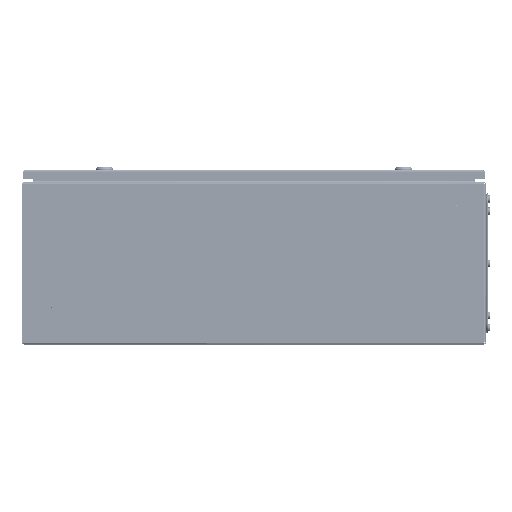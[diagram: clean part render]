
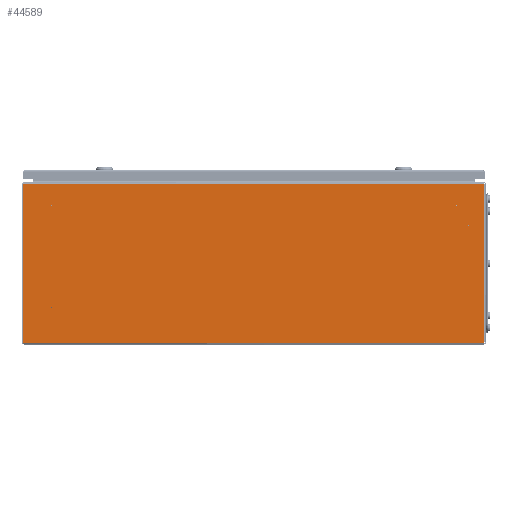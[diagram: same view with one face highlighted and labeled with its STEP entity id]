
A CAD part, left-side view. The second image highlights one B-rep face of the part: STEP entity #44589.
In plain terms, the highlighted planar face has unit normal (-1, 0, 0).
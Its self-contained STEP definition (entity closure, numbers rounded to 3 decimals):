
#6 = EDGE_CURVE ( 'NONE', #107932, #1225, #81372, .T. ) ;
#417 = VECTOR ( 'NONE', #18986, 1000. ) ;
#1225 = VERTEX_POINT ( 'NONE', #34281 ) ;
#2486 = CARTESIAN_POINT ( 'NONE',  ( -300., 349., 239.6 ) ) ;
#2845 = DIRECTION ( 'NONE',  ( 0., 0., -1. ) ) ;
#3233 = ORIENTED_EDGE ( 'NONE', *, *, #29619, .F. ) ;
#4419 = CARTESIAN_POINT ( 'NONE',  ( -300., -349., 240.483 ) ) ;
#5189 = CARTESIAN_POINT ( 'NONE',  ( -300., 398.246, 276.6 ) ) ;
#5301 = VERTEX_POINT ( 'NONE', #101654 ) ;
#5507 = CIRCLE ( 'NONE', #27252, 0.883 ) ;
#6217 = EDGE_CURVE ( 'NONE', #25412, #18070, #32474, .T. ) ;
#6866 = DIRECTION ( 'NONE',  ( 0., 0., -1. ) ) ;
#7201 = DIRECTION ( 'NONE',  ( -1., 0., 0. ) ) ;
#9831 = LINE ( 'NONE', #94848, #64426 ) ;
#10133 = CARTESIAN_POINT ( 'NONE',  ( -300., 349., 63.717 ) ) ;
#10313 = DIRECTION ( 'NONE',  ( 0., 0., -1. ) ) ;
#10796 = CARTESIAN_POINT ( 'NONE',  ( -300., 349., 239.6 ) ) ;
#11842 = CIRCLE ( 'NONE', #112163, 0.883 ) ;
#13699 = VERTEX_POINT ( 'NONE', #5189 ) ;
#15277 = DIRECTION ( 'NONE',  ( -1., 0., 0. ) ) ;
#15308 = EDGE_CURVE ( 'NONE', #103498, #62281, #103884, .T. ) ;
#16812 = CARTESIAN_POINT ( 'NONE',  ( -300., -349., 239.6 ) ) ;
#16916 = VERTEX_POINT ( 'NONE', #10133 ) ;
#17661 = FACE_BOUND ( 'NONE', #34189, .T. ) ;
#18070 = VERTEX_POINT ( 'NONE', #111070 ) ;
#18986 = DIRECTION ( 'NONE',  ( 0., 0., 1. ) ) ;
#19107 = CARTESIAN_POINT ( 'NONE',  ( -300., 349., 64.6 ) ) ;
#19385 = ORIENTED_EDGE ( 'NONE', *, *, #44277, .F. ) ;
#19562 = DIRECTION ( 'NONE',  ( -1., 0., 0. ) ) ;
#19794 = EDGE_CURVE ( 'NONE', #1225, #107932, #11842, .T. ) ;
#19958 = DIRECTION ( 'NONE',  ( 0., 1., 0. ) ) ;
#20826 = ORIENTED_EDGE ( 'NONE', *, *, #15308, .F. ) ;
#22060 = DIRECTION ( 'NONE',  ( -1., 0., 0. ) ) ;
#22977 = VERTEX_POINT ( 'NONE', #57444 ) ;
#23934 = ORIENTED_EDGE ( 'NONE', *, *, #6217, .F. ) ;
#24177 = VECTOR ( 'NONE', #10313, 1000. ) ;
#25412 = VERTEX_POINT ( 'NONE', #61276 ) ;
#26924 = CIRCLE ( 'NONE', #106628, 0.883 ) ;
#27252 = AXIS2_PLACEMENT_3D ( 'NONE', #41533, #84602, #49564 ) ;
#27435 = CARTESIAN_POINT ( 'NONE',  ( -300., -396.6, 294.992 ) ) ;
#28095 = EDGE_CURVE ( 'NONE', #16916, #22977, #112778, .T. ) ;
#28309 = DIRECTION ( 'NONE',  ( 0., 0., -1. ) ) ;
#29103 = DIRECTION ( 'NONE',  ( -1., 0., 0. ) ) ;
#29175 = CIRCLE ( 'NONE', #54382, 0.883 ) ;
#29619 = EDGE_CURVE ( 'NONE', #22977, #16916, #108395, .T. ) ;
#29893 = FACE_BOUND ( 'NONE', #97811, .T. ) ;
#31344 = FACE_BOUND ( 'NONE', #31888, .T. ) ;
#31888 = EDGE_LOOP ( 'NONE', ( #64940, #44888 ) ) ;
#32315 = DIRECTION ( 'NONE',  ( -1., 0., 0. ) ) ;
#32474 = CIRCLE ( 'NONE', #38754, 0.883 ) ;
#33792 = CARTESIAN_POINT ( 'NONE',  ( -300., -349., 239.6 ) ) ;
#33804 = DIRECTION ( 'NONE',  ( 0., 0., -1. ) ) ;
#34189 = EDGE_LOOP ( 'NONE', ( #103965, #20826 ) ) ;
#34281 = CARTESIAN_POINT ( 'NONE',  ( -300., -370.883, 205. ) ) ;
#36977 = DIRECTION ( 'NONE',  ( 0., 0., -1. ) ) ;
#37295 = CARTESIAN_POINT ( 'NONE',  ( -300., 398.246, 276.6 ) ) ;
#37533 = AXIS2_PLACEMENT_3D ( 'NONE', #10796, #19562, #28309 ) ;
#38754 = AXIS2_PLACEMENT_3D ( 'NONE', #99188, #29103, #64201 ) ;
#38776 = CARTESIAN_POINT ( 'NONE',  ( -300., -349., 238.717 ) ) ;
#39924 = PLANE ( 'NONE',  #95898 ) ;
#40689 = CARTESIAN_POINT ( 'NONE',  ( -300., -400., 276.6 ) ) ;
#40783 = EDGE_LOOP ( 'NONE', ( #79356, #51848 ) ) ;
#40887 = FACE_BOUND ( 'NONE', #57917, .T. ) ;
#41533 = CARTESIAN_POINT ( 'NONE',  ( -300., -349., 64.6 ) ) ;
#42481 = ORIENTED_EDGE ( 'NONE', *, *, #80439, .F. ) ;
#44277 = EDGE_CURVE ( 'NONE', #18070, #25412, #5507, .T. ) ;
#44589 = ADVANCED_FACE ( 'NONE', ( #31344, #40887, #69533, #29893, #17661, #60050 ), #39924, .F. ) ;
#44790 = ORIENTED_EDGE ( 'NONE', *, *, #64745, .F. ) ;
#44888 = ORIENTED_EDGE ( 'NONE', *, *, #19794, .F. ) ;
#46318 = CARTESIAN_POINT ( 'NONE',  ( -300., -400., 3.4 ) ) ;
#49475 = DIRECTION ( 'NONE',  ( 1., 0., 0. ) ) ;
#49564 = DIRECTION ( 'NONE',  ( 0., 0., -1. ) ) ;
#51848 = ORIENTED_EDGE ( 'NONE', *, *, #73925, .F. ) ;
#54382 = AXIS2_PLACEMENT_3D ( 'NONE', #2486, #72963, #2845 ) ;
#57444 = CARTESIAN_POINT ( 'NONE',  ( -300., 349., 65.483 ) ) ;
#57917 = EDGE_LOOP ( 'NONE', ( #23934, #19385 ) ) ;
#58238 = DIRECTION ( 'NONE',  ( 0., 0., -1. ) ) ;
#59847 = DIRECTION ( 'NONE',  ( 0., 1., 0. ) ) ;
#59909 = EDGE_CURVE ( 'NONE', #84452, #13699, #70004, .T. ) ;
#60050 = FACE_OUTER_BOUND ( 'NONE', #82244, .T. ) ;
#60218 = AXIS2_PLACEMENT_3D ( 'NONE', #19107, #80032, #36977 ) ;
#60246 = DIRECTION ( 'NONE',  ( 0., 0., -1. ) ) ;
#61276 = CARTESIAN_POINT ( 'NONE',  ( -300., -349., 65.483 ) ) ;
#62125 = ORIENTED_EDGE ( 'NONE', *, *, #59909, .F. ) ;
#62281 = VERTEX_POINT ( 'NONE', #77102 ) ;
#62337 = CARTESIAN_POINT ( 'NONE',  ( -300., 349., 238.717 ) ) ;
#63112 = VERTEX_POINT ( 'NONE', #38776 ) ;
#64201 = DIRECTION ( 'NONE',  ( 0., 0., -1. ) ) ;
#64426 = VECTOR ( 'NONE', #59847, 1000. ) ;
#64745 = EDGE_CURVE ( 'NONE', #5301, #84452, #73484, .T. ) ;
#64909 = VERTEX_POINT ( 'NONE', #74811 ) ;
#64940 = ORIENTED_EDGE ( 'NONE', *, *, #6, .F. ) ;
#68503 = CARTESIAN_POINT ( 'NONE',  ( -300., 349., 64.6 ) ) ;
#69533 = FACE_BOUND ( 'NONE', #40783, .T. ) ;
#70004 = LINE ( 'NONE', #37295, #417 ) ;
#72604 = EDGE_CURVE ( 'NONE', #62281, #103498, #29175, .T. ) ;
#72963 = DIRECTION ( 'NONE',  ( -1., 0., 0. ) ) ;
#73484 = LINE ( 'NONE', #46318, #87202 ) ;
#73925 = EDGE_CURVE ( 'NONE', #63112, #82434, #110690, .T. ) ;
#74811 = CARTESIAN_POINT ( 'NONE',  ( -300., -396.6, 276.6 ) ) ;
#77102 = CARTESIAN_POINT ( 'NONE',  ( -300., 349., 240.483 ) ) ;
#77823 = DIRECTION ( 'NONE',  ( 0., 0., -1. ) ) ;
#79356 = ORIENTED_EDGE ( 'NONE', *, *, #99383, .F. ) ;
#80032 = DIRECTION ( 'NONE',  ( -1., 0., 0. ) ) ;
#80439 = EDGE_CURVE ( 'NONE', #64909, #5301, #103235, .T. ) ;
#80967 = ORIENTED_EDGE ( 'NONE', *, *, #104376, .T. ) ;
#81372 = CIRCLE ( 'NONE', #82987, 0.883 ) ;
#82244 = EDGE_LOOP ( 'NONE', ( #44790, #42481, #80967, #62125 ) ) ;
#82434 = VERTEX_POINT ( 'NONE', #4419 ) ;
#82987 = AXIS2_PLACEMENT_3D ( 'NONE', #84237, #22060, #83852 ) ;
#83852 = DIRECTION ( 'NONE',  ( 0., 0., -1. ) ) ;
#84237 = CARTESIAN_POINT ( 'NONE',  ( -300., -370., 205. ) ) ;
#84452 = VERTEX_POINT ( 'NONE', #94118 ) ;
#84602 = DIRECTION ( 'NONE',  ( -1., 0., 0. ) ) ;
#87202 = VECTOR ( 'NONE', #19958, 1000. ) ;
#88584 = AXIS2_PLACEMENT_3D ( 'NONE', #68503, #32315, #33804 ) ;
#88811 = ORIENTED_EDGE ( 'NONE', *, *, #28095, .F. ) ;
#90201 = AXIS2_PLACEMENT_3D ( 'NONE', #16812, #94961, #77823 ) ;
#94118 = CARTESIAN_POINT ( 'NONE',  ( -300., 398.246, 3.4 ) ) ;
#94848 = CARTESIAN_POINT ( 'NONE',  ( -300., -400., 276.6 ) ) ;
#94961 = DIRECTION ( 'NONE',  ( -1., 0., 0. ) ) ;
#95898 = AXIS2_PLACEMENT_3D ( 'NONE', #40689, #49475, #58238 ) ;
#97811 = EDGE_LOOP ( 'NONE', ( #3233, #88811 ) ) ;
#99188 = CARTESIAN_POINT ( 'NONE',  ( -300., -349., 64.6 ) ) ;
#99383 = EDGE_CURVE ( 'NONE', #82434, #63112, #26924, .T. ) ;
#101654 = CARTESIAN_POINT ( 'NONE',  ( -300., -396.6, 3.4 ) ) ;
#102882 = CARTESIAN_POINT ( 'NONE',  ( -300., -370., 205. ) ) ;
#103235 = LINE ( 'NONE', #27435, #24177 ) ;
#103498 = VERTEX_POINT ( 'NONE', #62337 ) ;
#103884 = CIRCLE ( 'NONE', #37533, 0.883 ) ;
#103965 = ORIENTED_EDGE ( 'NONE', *, *, #72604, .F. ) ;
#104376 = EDGE_CURVE ( 'NONE', #64909, #13699, #9831, .T. ) ;
#106628 = AXIS2_PLACEMENT_3D ( 'NONE', #33792, #7201, #60246 ) ;
#107932 = VERTEX_POINT ( 'NONE', #111591 ) ;
#108395 = CIRCLE ( 'NONE', #60218, 0.883 ) ;
#110690 = CIRCLE ( 'NONE', #90201, 0.883 ) ;
#111070 = CARTESIAN_POINT ( 'NONE',  ( -300., -349., 63.717 ) ) ;
#111591 = CARTESIAN_POINT ( 'NONE',  ( -300., -369.117, 205. ) ) ;
#112163 = AXIS2_PLACEMENT_3D ( 'NONE', #102882, #15277, #6866 ) ;
#112778 = CIRCLE ( 'NONE', #88584, 0.883 ) ;
